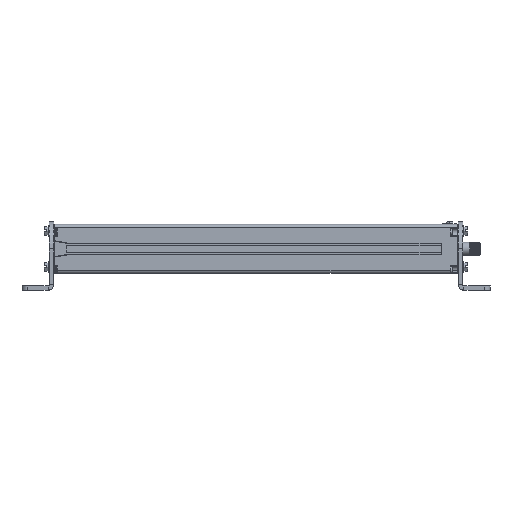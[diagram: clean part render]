
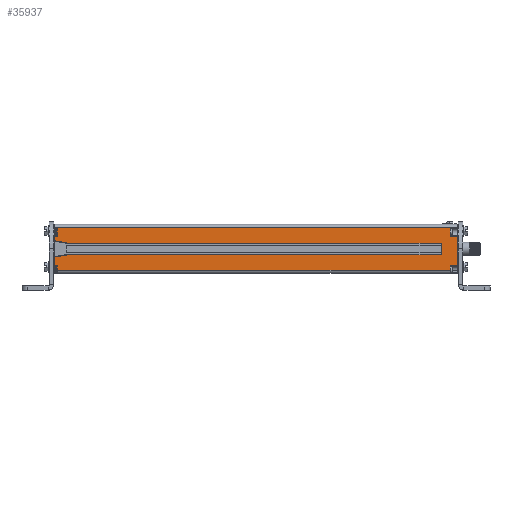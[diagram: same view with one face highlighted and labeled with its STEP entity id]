
A CAD part, left-side view. The second image highlights one B-rep face of the part: STEP entity #35937.
In plain terms, the highlighted planar face has unit normal (-1, 0, 0).
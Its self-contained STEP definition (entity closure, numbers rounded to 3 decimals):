
#1=CARTESIAN_POINT('',(-18.,0.,16.744));
#13=DIRECTION('',(0.,0.,-1.));
#14=VECTOR('',#13,0.506);
#15=CARTESIAN_POINT('',(-18.,0.,17.25));
#16=LINE('',#15,#14);
#17=DIRECTION('',(0.,0.989,-0.15));
#18=VECTOR('',#17,11.632);
#19=CARTESIAN_POINT('',(-18.,0.,16.744));
#20=LINE('',#19,#18);
#44=DIRECTION('',(0.,-1.,0.));
#45=VECTOR('',#44,344.);
#46=CARTESIAN_POINT('',(-18.,0.,17.25));
#47=LINE('',#46,#45);
#48=DIRECTION('',(0.,-1.,0.));
#49=VECTOR('',#48,344.);
#50=CARTESIAN_POINT('',(-18.,0.,27.75));
#51=LINE('',#50,#49);
#56=DIRECTION('',(0.,1.,0.));
#57=VECTOR('',#56,371.);
#58=CARTESIAN_POINT('',(-18.,-359.5,42.));
#59=LINE('',#58,#57);
#140=DIRECTION('',(0.,-1.,0.));
#141=VECTOR('',#140,361.);
#142=CARTESIAN_POINT('',(-18.,8.5,3.));
#143=LINE('',#142,#141);
#688=DIRECTION('',(0.,0.,1.));
#689=VECTOR('',#688,3.905);
#690=CARTESIAN_POINT('',(-18.,-352.5,3.));
#691=LINE('',#690,#689);
#696=DIRECTION('',(0.,-1.,0.));
#697=VECTOR('',#696,7.);
#698=CARTESIAN_POINT('',(-18.,-352.5,6.905));
#699=LINE('',#698,#697);
#831=DIRECTION('',(0.,1.,0.));
#832=VECTOR('',#831,7.);
#833=CARTESIAN_POINT('',(-18.,-359.5,34.095));
#834=LINE('',#833,#832);
#855=DIRECTION('',(0.,0.,-1.));
#856=VECTOR('',#855,27.19);
#857=CARTESIAN_POINT('',(-18.,-359.5,34.095));
#858=LINE('',#857,#856);
#896=DIRECTION('',(0.,0.,1.));
#897=VECTOR('',#896,7.81);
#898=CARTESIAN_POINT('',(-18.,-352.5,34.095));
#899=LINE('',#898,#897);
#1337=DIRECTION('',(0.,-1.,0.));
#1338=VECTOR('',#1337,7.);
#1339=CARTESIAN_POINT('',(-18.,-352.5,41.905));
#1340=LINE('',#1339,#1338);
#1350=DIRECTION('',(0.,0.,-1.));
#1351=VECTOR('',#1350,0.095);
#1352=CARTESIAN_POINT('',(-18.,-359.5,42.));
#1353=LINE('',#1352,#1351);
#8282=DIRECTION('',(0.,0.,1.));
#8283=VECTOR('',#8282,4.092);
#8284=CARTESIAN_POINT('',(-18.,11.5,30.003));
#8285=LINE('',#8284,#8283);
#8319=DIRECTION('',(0.,-0.989,-0.15));
#8320=VECTOR('',#8319,11.632);
#8321=CARTESIAN_POINT('',(-18.,11.5,30.003));
#8322=LINE('',#8321,#8320);
#8323=CARTESIAN_POINT('',(-18.,0.,28.256));
#8331=DIRECTION('',(0.,0.,-1.));
#8332=VECTOR('',#8331,0.506);
#8333=CARTESIAN_POINT('',(-18.,0.,28.256));
#8334=LINE('',#8333,#8332);
#8355=DIRECTION('',(0.,0.,1.));
#8356=VECTOR('',#8355,10.5);
#8357=CARTESIAN_POINT('',(-18.,-344.,17.25));
#8358=LINE('',#8357,#8356);
#8385=DIRECTION('',(0.,0.,1.));
#8386=VECTOR('',#8385,8.092);
#8387=CARTESIAN_POINT('',(-18.,11.5,6.905));
#8388=LINE('',#8387,#8386);
#8425=DIRECTION('',(0.,-1.,0.));
#8426=VECTOR('',#8425,3.);
#8427=CARTESIAN_POINT('',(-18.,11.5,6.905));
#8428=LINE('',#8427,#8426);
#8462=DIRECTION('',(0.,0.,-1.));
#8463=VECTOR('',#8462,3.905);
#8464=CARTESIAN_POINT('',(-18.,8.5,6.905));
#8465=LINE('',#8464,#8463);
#22703=DIRECTION('',(0.,0.,1.));
#22704=VECTOR('',#22703,0.095);
#22705=CARTESIAN_POINT('',(-18.,11.5,41.905));
#22706=LINE('',#22705,#22704);
#22721=DIRECTION('',(0.,-1.,0.));
#22722=VECTOR('',#22721,3.);
#22723=CARTESIAN_POINT('',(-18.,11.5,41.905));
#22724=LINE('',#22723,#22722);
#23149=DIRECTION('',(0.,0.,-1.));
#23150=VECTOR('',#23149,7.81);
#23151=CARTESIAN_POINT('',(-18.,8.5,41.905));
#23152=LINE('',#23151,#23150);
#23188=DIRECTION('',(0.,1.,0.));
#23189=VECTOR('',#23188,3.);
#23190=CARTESIAN_POINT('',(-18.,8.5,34.095));
#23191=LINE('',#23190,#23189);
#30972=CARTESIAN_POINT('',(-18.,11.5,41.905));
#30973=CARTESIAN_POINT('',(-18.,8.5,41.905));
#30974=VERTEX_POINT('',#30972);
#30975=VERTEX_POINT('',#30973);
#30976=CARTESIAN_POINT('',(-18.,8.5,34.095));
#30977=VERTEX_POINT('',#30976);
#30978=CARTESIAN_POINT('',(-18.,11.5,34.095));
#30979=VERTEX_POINT('',#30978);
#30988=CARTESIAN_POINT('',(-18.,11.5,6.905));
#30989=CARTESIAN_POINT('',(-18.,8.5,6.905));
#30990=VERTEX_POINT('',#30988);
#30991=VERTEX_POINT('',#30989);
#30992=CARTESIAN_POINT('',(-18.,8.5,3.));
#30993=VERTEX_POINT('',#30992);
#31102=CARTESIAN_POINT('',(-18.,11.5,42.));
#31103=VERTEX_POINT('',#31102);
#31135=CARTESIAN_POINT('',(-18.,11.5,30.));
#31137=VERTEX_POINT('',#31135);
#31146=CARTESIAN_POINT('',(-18.,11.5,15.));
#31147=VERTEX_POINT('',#31146);
#31210=VERTEX_POINT('',#8323);
#31211=VERTEX_POINT('',#1);
#31298=CARTESIAN_POINT('',(-18.,0.,17.25));
#31299=VERTEX_POINT('',#31298);
#31300=CARTESIAN_POINT('',(-18.,0.,27.75));
#31301=VERTEX_POINT('',#31300);
#32810=CARTESIAN_POINT('',(-18.,-352.5,3.));
#32811=VERTEX_POINT('',#32810);
#32812=CARTESIAN_POINT('',(-18.,-352.5,6.905));
#32813=VERTEX_POINT('',#32812);
#32814=CARTESIAN_POINT('',(-18.,-359.5,6.905));
#32815=VERTEX_POINT('',#32814);
#32824=CARTESIAN_POINT('',(-18.,-359.5,34.095));
#32825=CARTESIAN_POINT('',(-18.,-352.5,34.095));
#32826=VERTEX_POINT('',#32824);
#32827=VERTEX_POINT('',#32825);
#32828=CARTESIAN_POINT('',(-18.,-352.5,41.905));
#32829=VERTEX_POINT('',#32828);
#32830=CARTESIAN_POINT('',(-18.,-359.5,41.905));
#32831=VERTEX_POINT('',#32830);
#32884=CARTESIAN_POINT('',(-18.,-359.5,42.));
#32885=VERTEX_POINT('',#32884);
#32984=CARTESIAN_POINT('',(-18.,-344.,17.25));
#32985=VERTEX_POINT('',#32984);
#32986=CARTESIAN_POINT('',(-18.,-344.,27.75));
#32987=VERTEX_POINT('',#32986);
#35884=CARTESIAN_POINT('',(-18.,0.,42.));
#35885=DIRECTION('',(-1.,0.,0.));
#35886=DIRECTION('',(0.,0.,-1.));
#35887=AXIS2_PLACEMENT_3D('',#35884,#35885,#35886);
#35888=PLANE('',#35887);
#35890=ORIENTED_EDGE('',*,*,#35889,.F.);
#35892=ORIENTED_EDGE('',*,*,#35891,.T.);
#35894=ORIENTED_EDGE('',*,*,#35893,.F.);
#35896=ORIENTED_EDGE('',*,*,#35895,.F.);
#35898=ORIENTED_EDGE('',*,*,#35897,.F.);
#35900=ORIENTED_EDGE('',*,*,#35899,.T.);
#35902=ORIENTED_EDGE('',*,*,#35901,.F.);
#35904=ORIENTED_EDGE('',*,*,#35903,.F.);
#35906=ORIENTED_EDGE('',*,*,#35905,.F.);
#35908=ORIENTED_EDGE('',*,*,#35907,.F.);
#35910=ORIENTED_EDGE('',*,*,#35909,.F.);
#35912=ORIENTED_EDGE('',*,*,#35911,.T.);
#35913=ORIENTED_EDGE('',*,*,#35875,.F.);
#35914=ORIENTED_EDGE('',*,*,#35864,.F.);
#35916=ORIENTED_EDGE('',*,*,#35915,.T.);
#35918=ORIENTED_EDGE('',*,*,#35917,.T.);
#35920=ORIENTED_EDGE('',*,*,#35919,.F.);
#35922=ORIENTED_EDGE('',*,*,#35921,.F.);
#35924=ORIENTED_EDGE('',*,*,#35923,.F.);
#35926=ORIENTED_EDGE('',*,*,#35925,.T.);
#35928=ORIENTED_EDGE('',*,*,#35927,.F.);
#35930=ORIENTED_EDGE('',*,*,#35929,.F.);
#35932=ORIENTED_EDGE('',*,*,#35931,.F.);
#35934=ORIENTED_EDGE('',*,*,#35933,.T.);
#35935=EDGE_LOOP('',(#35890,#35892,#35894,#35896,#35898,#35900,#35902,#35904,
#35906,#35908,#35910,#35912,#35913,#35914,#35916,#35918,#35920,#35922,#35924,
#35926,#35928,#35930,#35932,#35934));
#35936=FACE_OUTER_BOUND('',#35935,.F.);
#35937=ADVANCED_FACE('',(#35936),#35888,.T.);
#35864=EDGE_CURVE('',#31299,#31211,#16,.T.);
#35875=EDGE_CURVE('',#31211,#31147,#20,.T.);
#35889=EDGE_CURVE('',#32885,#31103,#59,.T.);
#35891=EDGE_CURVE('',#32885,#32831,#1353,.T.);
#35893=EDGE_CURVE('',#32829,#32831,#1340,.T.);
#35895=EDGE_CURVE('',#32827,#32829,#899,.T.);
#35897=EDGE_CURVE('',#32826,#32827,#834,.T.);
#35899=EDGE_CURVE('',#32826,#32815,#858,.T.);
#35901=EDGE_CURVE('',#32813,#32815,#699,.T.);
#35903=EDGE_CURVE('',#32811,#32813,#691,.T.);
#35905=EDGE_CURVE('',#30993,#32811,#143,.T.);
#35907=EDGE_CURVE('',#30991,#30993,#8465,.T.);
#35909=EDGE_CURVE('',#30990,#30991,#8428,.T.);
#35911=EDGE_CURVE('',#30990,#31147,#8388,.T.);
#35915=EDGE_CURVE('',#31299,#32985,#47,.T.);
#35917=EDGE_CURVE('',#32985,#32987,#8358,.T.);
#35919=EDGE_CURVE('',#31301,#32987,#51,.T.);
#35921=EDGE_CURVE('',#31210,#31301,#8334,.T.);
#35923=EDGE_CURVE('',#31137,#31210,#8322,.T.);
#35925=EDGE_CURVE('',#31137,#30979,#8285,.T.);
#35927=EDGE_CURVE('',#30977,#30979,#23191,.T.);
#35929=EDGE_CURVE('',#30975,#30977,#23152,.T.);
#35931=EDGE_CURVE('',#30974,#30975,#22724,.T.);
#35933=EDGE_CURVE('',#30974,#31103,#22706,.T.);
